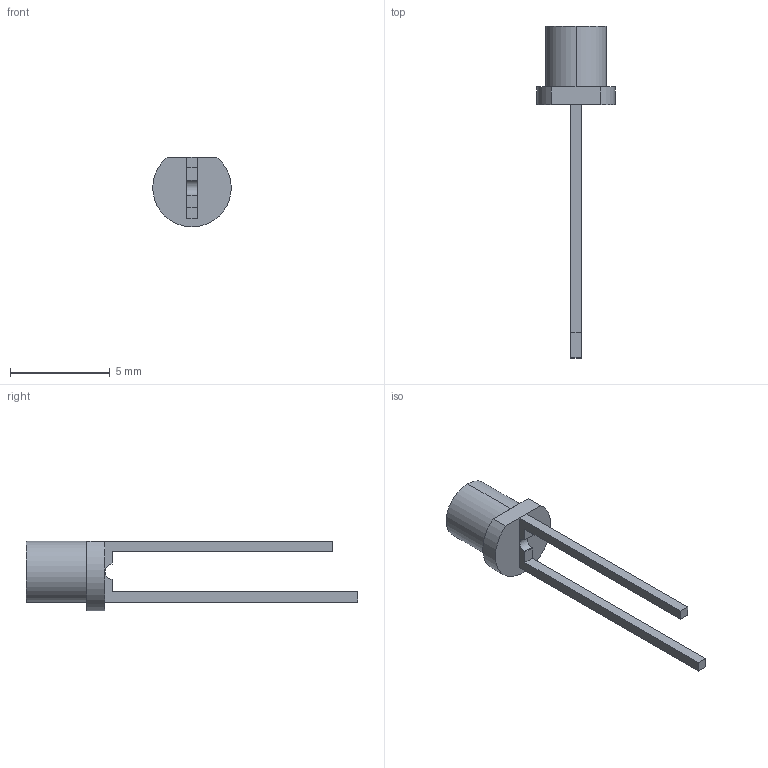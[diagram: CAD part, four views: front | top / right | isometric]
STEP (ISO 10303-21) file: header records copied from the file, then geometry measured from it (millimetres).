
FILE_DESCRIPTION (( 'STEP AP214' ), '1' );
FILE_NAME ('OP266W.STEP', '2019-10-31T15:20:03', ( '' ), ( '' ), 'SwSTEP 2.0', 'SolidWorks 2018', '' );
FILE_SCHEMA (( 'AUTOMOTIVE_DESIGN' ));
Length unit declared in the file: inch
Products named in the file (1): OP266W
Bounding box: 3.93 x 16.64 x 3.49 mm (x, y, z)
Volume: 38.9 mm3; surface area: 112.7 mm2
Topology: 1 solids, 1 shells, 20 faces, 49 edges, 32 vertices
Faces by surface type: plane 16, cylinder 4
Entity records: 885 total; most frequent: CARTESIAN_POINT 102, DIRECTION 99, ORIENTED_EDGE 98, EDGE_CURVE 49, VECTOR 41, LINE 41, VERTEX_POINT 32, AXIS2_PLACEMENT_3D 29
